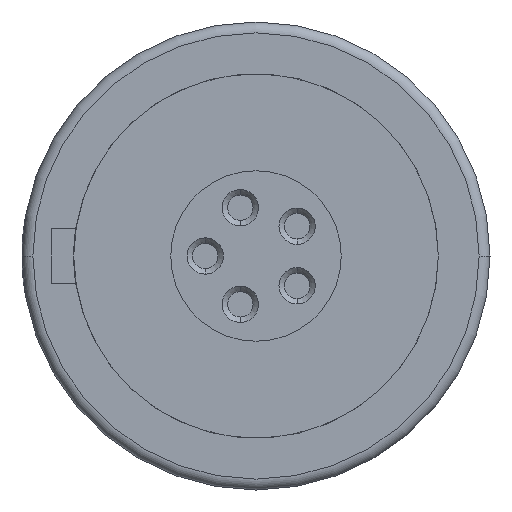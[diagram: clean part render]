
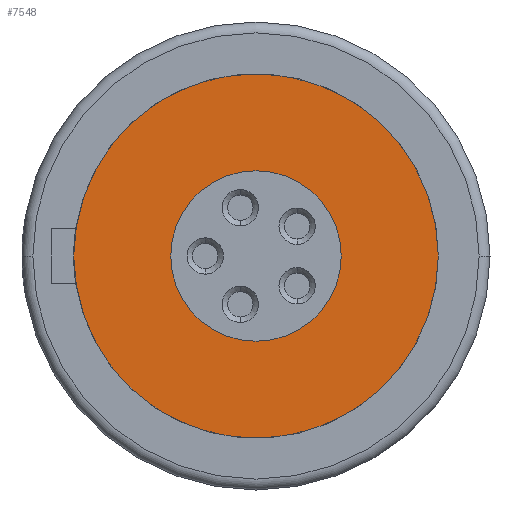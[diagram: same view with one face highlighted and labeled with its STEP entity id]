
A CAD part, left-side view. The second image highlights one B-rep face of the part: STEP entity #7548.
In plain terms, the highlighted planar face has unit normal (-1, 0, 0).
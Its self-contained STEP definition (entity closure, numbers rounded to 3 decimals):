
#3821=CARTESIAN_POINT('',(-1.1,0.,0.));
#3822=DIRECTION('',(-1.,0.,0.));
#3823=DIRECTION('',(0.,1.,0.));
#3824=AXIS2_PLACEMENT_3D('',#3821,#3822,#3823);
#3826=CARTESIAN_POINT('',(-1.1,0.,0.));
#3827=DIRECTION('',(1.,0.,0.));
#3828=DIRECTION('',(0.,1.,0.));
#3829=AXIS2_PLACEMENT_3D('',#3826,#3827,#3828);
#3831=CARTESIAN_POINT('',(-1.1,0.,0.));
#3832=DIRECTION('',(-1.,0.,0.));
#3833=DIRECTION('',(0.,0.,1.));
#3834=AXIS2_PLACEMENT_3D('',#3831,#3832,#3833);
#3836=CARTESIAN_POINT('',(-1.1,0.,0.));
#3837=DIRECTION('',(-1.,0.,0.));
#3838=DIRECTION('',(0.,0.,-1.));
#3839=AXIS2_PLACEMENT_3D('',#3836,#3837,#3838);
#4097=CARTESIAN_POINT('',(-1.1,0.,-2.35));
#4098=VERTEX_POINT('',#4097);
#4099=CARTESIAN_POINT('',(-1.1,0.,2.35));
#4100=VERTEX_POINT('',#4099);
#4340=CARTESIAN_POINT('',(-1.1,-5.025,0.));
#4342=VERTEX_POINT('',#4340);
#4347=CARTESIAN_POINT('',(-1.1,5.025,0.));
#4348=VERTEX_POINT('',#4347);
#7533=CARTESIAN_POINT('',(-1.1,0.,0.));
#7534=DIRECTION('',(1.,0.,0.));
#7535=DIRECTION('',(0.,-1.,0.));
#7536=AXIS2_PLACEMENT_3D('',#7533,#7534,#7535);
#7537=PLANE('',#7536);
#7538=ORIENTED_EDGE('',*,*,#7524,.F.);
#7539=ORIENTED_EDGE('',*,*,#7510,.T.);
#7540=EDGE_LOOP('',(#7538,#7539));
#7541=FACE_OUTER_BOUND('',#7540,.F.);
#7543=ORIENTED_EDGE('',*,*,#7542,.T.);
#7545=ORIENTED_EDGE('',*,*,#7544,.T.);
#7546=EDGE_LOOP('',(#7543,#7545));
#7547=FACE_BOUND('',#7546,.F.);
#7548=ADVANCED_FACE('',(#7541,#7547),#7537,.F.);
#3825=CIRCLE('',#3824,5.025);
#3830=CIRCLE('',#3829,5.025);
#3835=CIRCLE('',#3834,2.35);
#3840=CIRCLE('',#3839,2.35);
#7510=EDGE_CURVE('',#4348,#4342,#3830,.T.);
#7524=EDGE_CURVE('',#4348,#4342,#3825,.T.);
#7542=EDGE_CURVE('',#4100,#4098,#3835,.T.);
#7544=EDGE_CURVE('',#4098,#4100,#3840,.T.);
